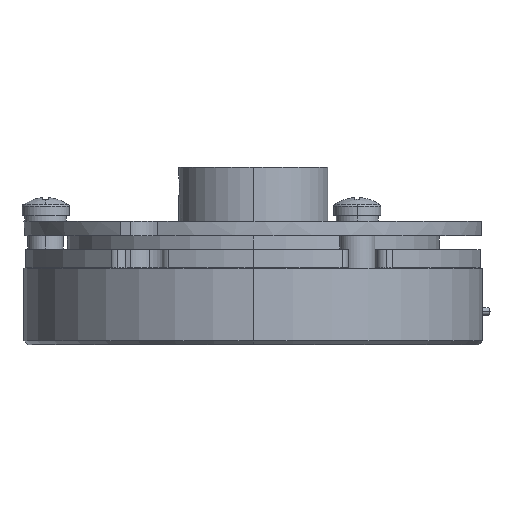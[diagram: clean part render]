
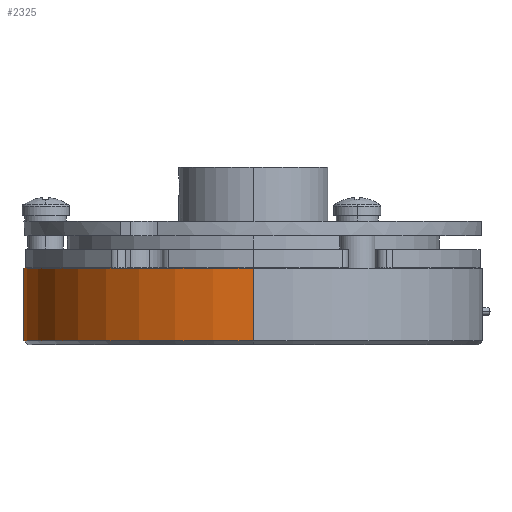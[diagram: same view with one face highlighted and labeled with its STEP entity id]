
A CAD part, left-side view. The second image highlights one B-rep face of the part: STEP entity #2325.
In plain terms, the highlighted cylindrical face has radius 58.5 mm (diameter 117 mm), a partial arc.
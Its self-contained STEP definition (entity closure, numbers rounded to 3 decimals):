
#281 = VERTEX_POINT ( 'NONE', #2710 ) ;
#2203 = VERTEX_POINT ( 'NONE', #6116 ) ;
#2274 = EDGE_CURVE ( 'NONE', #281, #2203, #6270, .T. ) ;
#2324 = EDGE_LOOP ( 'NONE', ( #2328, #7787, #7792, #7815 ) ) ;
#2325 = ADVANCED_FACE ( 'NONE', ( #6362 ), #6361, .T. ) ;
#2328 = ORIENTED_EDGE ( 'NONE', *, *, #7779, .F. ) ;
#2710 = CARTESIAN_POINT ( 'NONE',  ( 58.5, 0., -18.7 ) ) ;
#6116 = CARTESIAN_POINT ( 'NONE',  ( -58.5, 0., -18.7 ) ) ;
#6266 = DIRECTION ( 'NONE',  ( 1., 0., 0. ) ) ;
#6267 = DIRECTION ( 'NONE',  ( 0., 0., 1. ) ) ;
#6268 = CARTESIAN_POINT ( 'NONE',  ( 0., 0., -18.7 ) ) ;
#6269 = AXIS2_PLACEMENT_3D ( 'NONE', #6268, #6267, #6266 ) ;
#6270 = CIRCLE ( 'NONE', #6269, 58.5 ) ;
#6361 = CYLINDRICAL_SURFACE ( 'NONE', #6423, 58.5 ) ;
#6362 = FACE_OUTER_BOUND ( 'NONE', #2324, .T. ) ;
#6420 = DIRECTION ( 'NONE',  ( -1., 0., 0. ) ) ;
#6421 = DIRECTION ( 'NONE',  ( 0., 0., -1. ) ) ;
#6422 = CARTESIAN_POINT ( 'NONE',  ( 0., 0., -0.2 ) ) ;
#6423 = AXIS2_PLACEMENT_3D ( 'NONE', #6422, #6421, #6420 ) ;
#7778 = VERTEX_POINT ( 'NONE', #8097 ) ;
#7779 = EDGE_CURVE ( 'NONE', #7778, #7805, #8093, .T. ) ;
#7787 = ORIENTED_EDGE ( 'NONE', *, *, #7796, .T. ) ;
#7792 = ORIENTED_EDGE ( 'NONE', *, *, #2274, .T. ) ;
#7796 = EDGE_CURVE ( 'NONE', #7778, #281, #8070, .T. ) ;
#7805 = VERTEX_POINT ( 'NONE', #8115 ) ;
#7812 = EDGE_CURVE ( 'NONE', #7805, #2203, #8149, .T. ) ;
#7815 = ORIENTED_EDGE ( 'NONE', *, *, #7812, .F. ) ;
#8067 = DIRECTION ( 'NONE',  ( 0., 0., -1. ) ) ;
#8068 = VECTOR ( 'NONE', #8067, 1000. ) ;
#8069 = CARTESIAN_POINT ( 'NONE',  ( 58.5, 0., -0.2 ) ) ;
#8070 = LINE ( 'NONE', #8069, #8068 ) ;
#8089 = DIRECTION ( 'NONE',  ( 1., 0., 0. ) ) ;
#8090 = DIRECTION ( 'NONE',  ( 0., 0., 1. ) ) ;
#8091 = CARTESIAN_POINT ( 'NONE',  ( 0., 0., -0.2 ) ) ;
#8092 = AXIS2_PLACEMENT_3D ( 'NONE', #8091, #8090, #8089 ) ;
#8093 = CIRCLE ( 'NONE', #8092, 58.5 ) ;
#8097 = CARTESIAN_POINT ( 'NONE',  ( 58.5, 0., -0.2 ) ) ;
#8115 = CARTESIAN_POINT ( 'NONE',  ( -58.5, 0., -0.2 ) ) ;
#8146 = DIRECTION ( 'NONE',  ( 0., 0., -1. ) ) ;
#8147 = VECTOR ( 'NONE', #8146, 1000. ) ;
#8148 = CARTESIAN_POINT ( 'NONE',  ( -58.5, 0., -0.2 ) ) ;
#8149 = LINE ( 'NONE', #8148, #8147 ) ;
